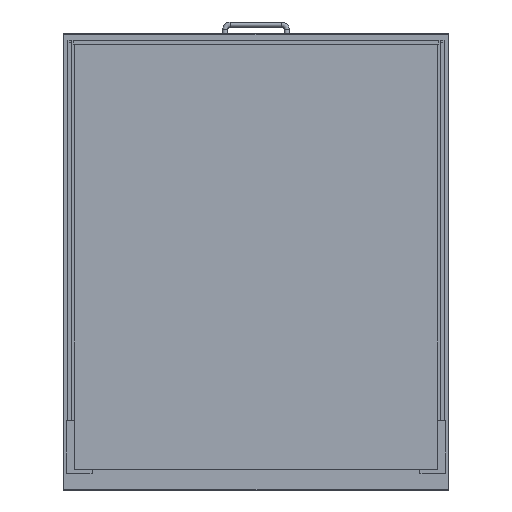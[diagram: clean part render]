
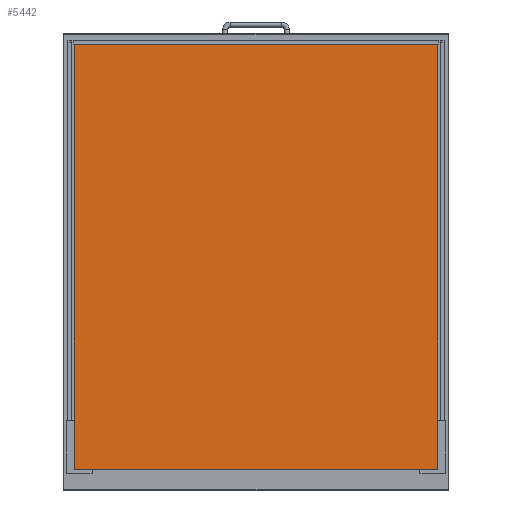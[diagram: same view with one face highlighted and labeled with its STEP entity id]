
A CAD part, front view. The second image highlights one B-rep face of the part: STEP entity #5442.
In plain terms, the highlighted planar face has unit normal (0, -1, 0).
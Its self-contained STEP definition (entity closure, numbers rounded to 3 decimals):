
#169 = CARTESIAN_POINT ( 'NONE',  ( -282.5, 0., 330. ) ) ;
#339 = CARTESIAN_POINT ( 'NONE',  ( -282.5, 0., -330. ) ) ;
#687 = DIRECTION ( 'NONE',  ( 0., 0., -1. ) ) ;
#1258 = LINE ( 'NONE', #339, #11634 ) ;
#2089 = CARTESIAN_POINT ( 'NONE',  ( 0., 0., 0. ) ) ;
#2221 = DIRECTION ( 'NONE',  ( 0., 1., 0. ) ) ;
#2442 = CARTESIAN_POINT ( 'NONE',  ( 282.5, 0., -330. ) ) ;
#3109 = ORIENTED_EDGE ( 'NONE', *, *, #15100, .F. ) ;
#4851 = VECTOR ( 'NONE', #8748, 1000. ) ;
#5442 = ADVANCED_FACE ( 'NONE', ( #17013 ), #14771, .F. ) ;
#5503 = CARTESIAN_POINT ( 'NONE',  ( -282.5, 0., -330. ) ) ;
#5542 = VERTEX_POINT ( 'NONE', #5503 ) ;
#5867 = CARTESIAN_POINT ( 'NONE',  ( -282.5, 0., 330. ) ) ;
#6336 = ORIENTED_EDGE ( 'NONE', *, *, #14974, .F. ) ;
#7009 = VERTEX_POINT ( 'NONE', #8886 ) ;
#7210 = VECTOR ( 'NONE', #687, 1000. ) ;
#7347 = CARTESIAN_POINT ( 'NONE',  ( -282.5, 0., -330. ) ) ;
#8098 = VECTOR ( 'NONE', #14258, 1000. ) ;
#8740 = ORIENTED_EDGE ( 'NONE', *, *, #9993, .F. ) ;
#8748 = DIRECTION ( 'NONE',  ( 1., 0., 0. ) ) ;
#8886 = CARTESIAN_POINT ( 'NONE',  ( 282.5, 0., 330. ) ) ;
#9156 = LINE ( 'NONE', #12016, #7210 ) ;
#9537 = ORIENTED_EDGE ( 'NONE', *, *, #17565, .F. ) ;
#9842 = LINE ( 'NONE', #7347, #8098 ) ;
#9993 = EDGE_CURVE ( 'NONE', #5542, #15815, #1258, .T. ) ;
#10186 = DIRECTION ( 'NONE',  ( 0., 0., 1. ) ) ;
#10610 = EDGE_LOOP ( 'NONE', ( #3109, #9537, #8740, #6336 ) ) ;
#11634 = VECTOR ( 'NONE', #10186, 1000. ) ;
#12016 = CARTESIAN_POINT ( 'NONE',  ( 282.5, 0., -330. ) ) ;
#12486 = AXIS2_PLACEMENT_3D ( 'NONE', #2089, #2221, #16130 ) ;
#13178 = LINE ( 'NONE', #169, #4851 ) ;
#14258 = DIRECTION ( 'NONE',  ( -1., 0., 0. ) ) ;
#14771 = PLANE ( 'NONE',  #12486 ) ;
#14974 = EDGE_CURVE ( 'NONE', #18236, #5542, #9842, .T. ) ;
#15100 = EDGE_CURVE ( 'NONE', #7009, #18236, #9156, .T. ) ;
#15815 = VERTEX_POINT ( 'NONE', #5867 ) ;
#16130 = DIRECTION ( 'NONE',  ( 0., 0., 1. ) ) ;
#17013 = FACE_OUTER_BOUND ( 'NONE', #10610, .T. ) ;
#17565 = EDGE_CURVE ( 'NONE', #15815, #7009, #13178, .T. ) ;
#18236 = VERTEX_POINT ( 'NONE', #2442 ) ;
